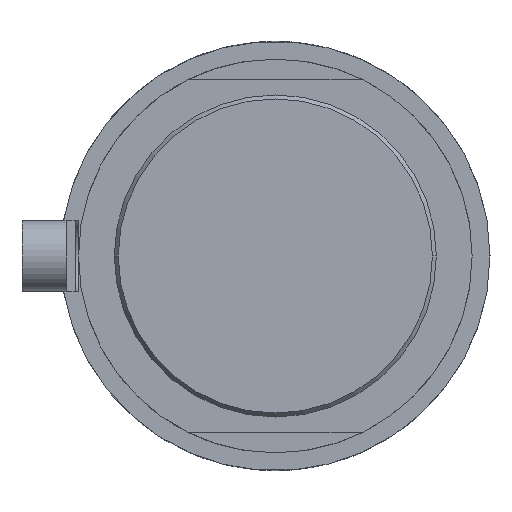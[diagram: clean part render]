
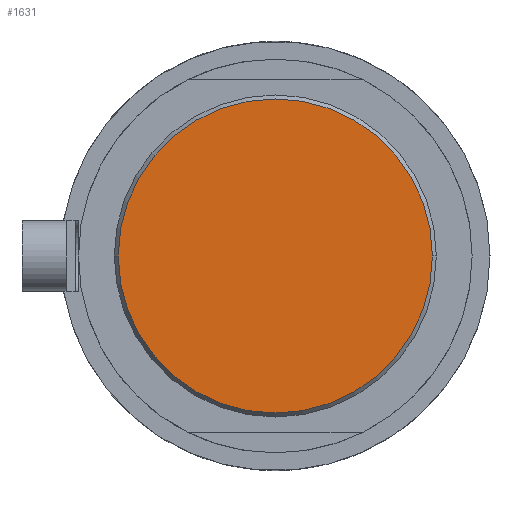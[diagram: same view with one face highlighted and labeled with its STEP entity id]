
A CAD part, left-side view. The second image highlights one B-rep face of the part: STEP entity #1631.
In plain terms, the highlighted planar face has unit normal (-1, 0, 0).
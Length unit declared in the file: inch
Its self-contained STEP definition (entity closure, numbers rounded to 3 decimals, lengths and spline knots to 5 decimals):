
#115 = EDGE_CURVE ( 'NONE', #122, #116, #680, .T. ) ;
#116 = VERTEX_POINT ( 'NONE', #675 ) ;
#122 = VERTEX_POINT ( 'NONE', #721 ) ;
#675 = CARTESIAN_POINT ( 'NONE',  ( 2.01, 1.9525, 0. ) ) ;
#676 = DIRECTION ( 'NONE',  ( 0., 1., 0. ) ) ;
#677 = DIRECTION ( 'NONE',  ( 1., 0., 0. ) ) ;
#678 = CARTESIAN_POINT ( 'NONE',  ( 2.01, 3.05, 0. ) ) ;
#679 = AXIS2_PLACEMENT_3D ( 'NONE', #678, #677, #676 ) ;
#680 = CIRCLE ( 'NONE', #679, 1.0975 ) ;
#721 = CARTESIAN_POINT ( 'NONE',  ( 2.01, 4.1475, 0. ) ) ;
#1127 = ORIENTED_EDGE ( 'NONE', *, *, #1137, .F. ) ;
#1137 = EDGE_CURVE ( 'NONE', #116, #122, #1474, .T. ) ;
#1139 = EDGE_LOOP ( 'NONE', ( #1638, #1127 ) ) ;
#1470 = DIRECTION ( 'NONE',  ( 0., 1., 0. ) ) ;
#1471 = DIRECTION ( 'NONE',  ( 1., 0., 0. ) ) ;
#1472 = CARTESIAN_POINT ( 'NONE',  ( 2.01, 3.05, 0. ) ) ;
#1473 = AXIS2_PLACEMENT_3D ( 'NONE', #1472, #1471, #1470 ) ;
#1474 = CIRCLE ( 'NONE', #1473, 1.0975 ) ;
#1586 = FACE_OUTER_BOUND ( 'NONE', #1139, .T. ) ;
#1620 = DIRECTION ( 'NONE',  ( 0., -1., 0. ) ) ;
#1621 = DIRECTION ( 'NONE',  ( -1., 0., 0. ) ) ;
#1622 = CARTESIAN_POINT ( 'NONE',  ( 2.01, 4.1475, 0. ) ) ;
#1623 = AXIS2_PLACEMENT_3D ( 'NONE', #1622, #1621, #1620 ) ;
#1624 = PLANE ( 'NONE',  #1623 ) ;
#1631 = ADVANCED_FACE ( 'NONE', ( #1586 ), #1624, .T. ) ;
#1638 = ORIENTED_EDGE ( 'NONE', *, *, #115, .F. ) ;
